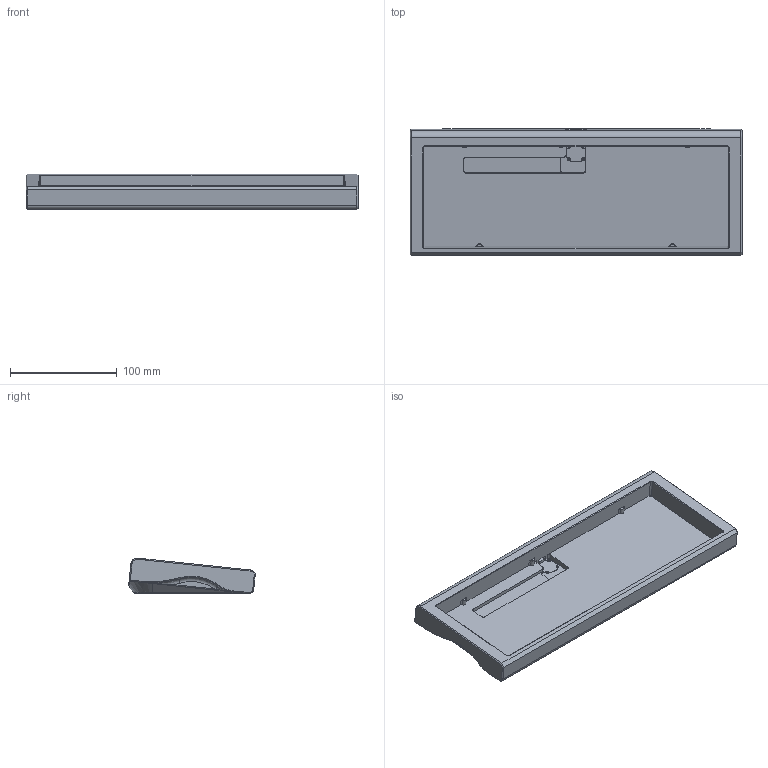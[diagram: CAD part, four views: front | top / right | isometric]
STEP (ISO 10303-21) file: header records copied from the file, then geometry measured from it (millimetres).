
FILE_DESCRIPTION(/* description */ (''),/* implementation_level */ '2;1');
FILE_NAME(/* name */ 'freakey60_final.step',/* time_stamp */ '2022-05-03T01:08:21-04:00',/* author */ (''),/* organization */ (''),/* preprocessor_version */ 'ST-DEVELOPER v18.1',/* originating_system */ 'Autodesk Translation Framework v10.14.0.1471',/* authorisation */ '');
FILE_SCHEMA (('AUTOMOTIVE_DESIGN { 1 0 10303 214 3 1 1 }'));
Length unit declared in the file: metre
Products named in the file (2): freakey60; freakey60_weight
Assembly tree (1 placements, depth 2):
  freakey60
    freakey60_weight
Bounding box: 311.7 x 119.04 x 33.5 mm (x, y, z)
Volume: 479046.1 mm3; surface area: 152949.3 mm2
Topology: 2 solids, 2 shells, 235 faces, 598 edges, 375 vertices
Faces by surface type: plane 100, cylinder 85, cone 32, bspline 12, torus 6
Full cylindrical faces by diameter (mm): 1.6 x12, 8 x4
Entity records: 8189 total; most frequent: CARTESIAN_POINT 2396, DIRECTION 1217, ORIENTED_EDGE 1180, EDGE_CURVE 590, AXIS2_PLACEMENT_3D 436, VERTEX_POINT 375, LINE 345, VECTOR 345
